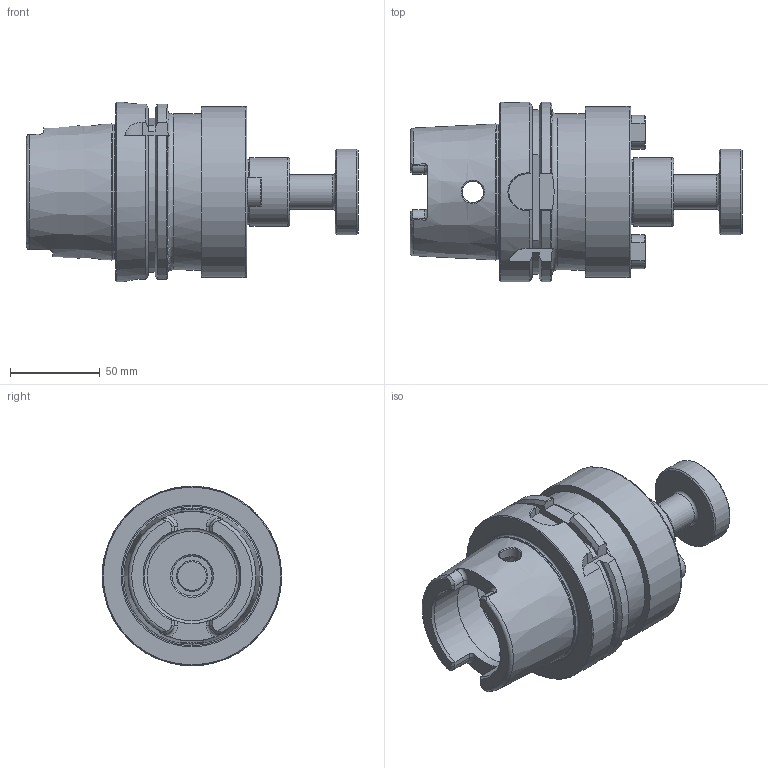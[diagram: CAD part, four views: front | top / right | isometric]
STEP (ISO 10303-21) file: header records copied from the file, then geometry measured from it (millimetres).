
FILE_DESCRIPTION((''),'2;1');
FILE_NAME('H100-15SM2.stp','2014-08-07T10:20:29',('kaykin'),(''),'Autodesk Inventor 2012','Autodesk Inventor 2012','');
FILE_SCHEMA(('AUTOMOTIVE_DESIGN { 1 0 10303 214 1 1 1 1 }'));
Length unit declared in the file: inch
Products named in the file (4): H100-15SM2; H100-15SM2-1; 15KY; 15LS
Assembly tree (4 placements, depth 2):
  H100-15SM2
    H100-15SM2-1
    15KY  x2
    15LS
Bounding box: 184.92 x 100 x 100 mm (x, y, z)
Volume: 587711.6 mm3; surface area: 85260.9 mm2
Topology: 4 solids, 4 shells, 213 faces, 519 edges, 326 vertices
Faces by surface type: plane 79, cylinder 59, cone 47, torus 17, bspline 11
Full cylindrical faces by diameter (mm): 4.826 x2, 9.525 x1, 10 x1, 12 x2, 14.986 x2, 15.697 x2, 15.862 x2, 15.888 x2, 17.323 x1, 19.05 x1, 20.32 x1, 22.377 x1, 25.016 x1, 36.566 x1, 38.09 x1, 47.752 x1, 53 x2, 63 x1, 75.364 x1, 87 x1, 95.25 x1, 100 x1
Entity records: 6327 total; most frequent: CARTESIAN_POINT 2000, DIRECTION 823, ORIENTED_EDGE 804, EDGE_CURVE 402, AXIS2_PLACEMENT_3D 351, VERTEX_POINT 282, EDGE_LOOP 272, FACE_OUTER_BOUND 195
